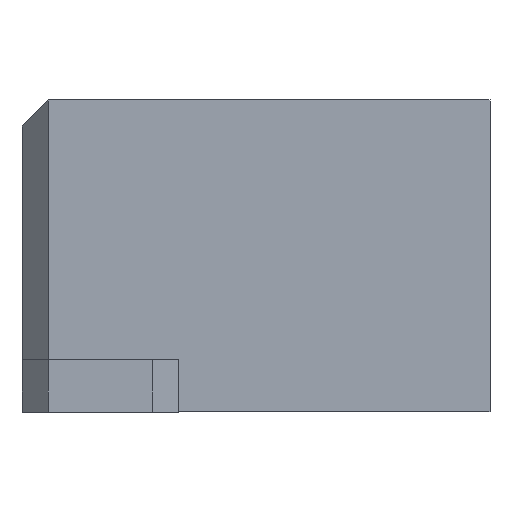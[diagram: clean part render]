
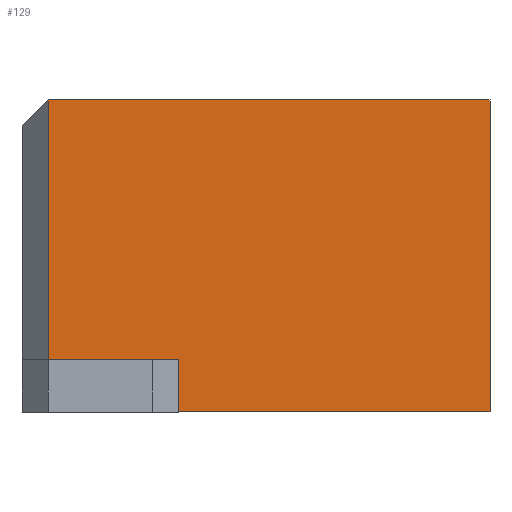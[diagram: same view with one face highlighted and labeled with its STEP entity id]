
A CAD part, left-side view. The second image highlights one B-rep face of the part: STEP entity #129.
In plain terms, the highlighted planar face has unit normal (-1, 0, 0).
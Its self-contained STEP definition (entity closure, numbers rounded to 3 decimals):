
#129=ADVANCED_FACE('',(#348),#350,.T.);
#348=FACE_BOUND('',#349,.T.);
#349=EDGE_LOOP('',(#520,#521,#522,#523,#524,#525));
#350=PLANE('',#351);
#351=AXIS2_PLACEMENT_3D('',#352,#353,#354);
#352=CARTESIAN_POINT('',(-8.,9.,0.));
#353=DIRECTION('',(-1.,0.,0.));
#354=DIRECTION('',(0.,-1.,0.));
#520=ORIENTED_EDGE('',*,*,#636,.T.);
#521=ORIENTED_EDGE('',*,*,#600,.F.);
#522=ORIENTED_EDGE('',*,*,#637,.F.);
#523=ORIENTED_EDGE('',*,*,#620,.F.);
#524=ORIENTED_EDGE('',*,*,#638,.F.);
#525=ORIENTED_EDGE('',*,*,#639,.F.);
#600=EDGE_CURVE('',#674,#676,#677,.T.);
#620=EDGE_CURVE('',#714,#716,#717,.T.);
#636=EDGE_CURVE('',#739,#676,#740,.T.);
#637=EDGE_CURVE('',#716,#674,#741,.T.);
#638=EDGE_CURVE('',#742,#714,#743,.T.);
#639=EDGE_CURVE('',#739,#742,#744,.T.);
#674=VERTEX_POINT('',#802);
#676=VERTEX_POINT('',#806);
#677=LINE('',#807,#808);
#714=VERTEX_POINT('',#883);
#716=VERTEX_POINT('',#887);
#717=LINE('',#888,#889);
#739=VERTEX_POINT('',#944);
#740=LINE('',#945,#946);
#741=LINE('',#948,#949);
#742=VERTEX_POINT('',#951);
#743=LINE('',#952,#953);
#744=LINE('',#955,#956);
#802=CARTESIAN_POINT('',(-8.,3.,-8.));
#806=CARTESIAN_POINT('',(-8.,8.,-8.));
#807=CARTESIAN_POINT('',(-8.,3.,-8.));
#808=VECTOR('',#809,1.);
#809=DIRECTION('',(0.,1.,0.));
#883=CARTESIAN_POINT('',(-8.,-9.,-10.));
#887=CARTESIAN_POINT('',(-8.,3.,-10.));
#888=CARTESIAN_POINT('',(-8.,-9.,-10.));
#889=VECTOR('',#890,1.);
#890=DIRECTION('',(0.,1.,0.));
#944=CARTESIAN_POINT('',(-8.,8.,2.));
#945=CARTESIAN_POINT('',(-8.,8.,2.));
#946=VECTOR('',#947,1.);
#947=DIRECTION('',(0.,0.,-1.));
#948=CARTESIAN_POINT('',(-8.,3.,-10.));
#949=VECTOR('',#950,1.);
#950=DIRECTION('',(0.,0.,1.));
#951=CARTESIAN_POINT('',(-8.,-9.,2.));
#952=CARTESIAN_POINT('',(-8.,-9.,2.));
#953=VECTOR('',#954,1.);
#954=DIRECTION('',(0.,0.,-1.));
#955=CARTESIAN_POINT('',(-8.,8.,2.));
#956=VECTOR('',#957,1.);
#957=DIRECTION('',(0.,-1.,0.));
